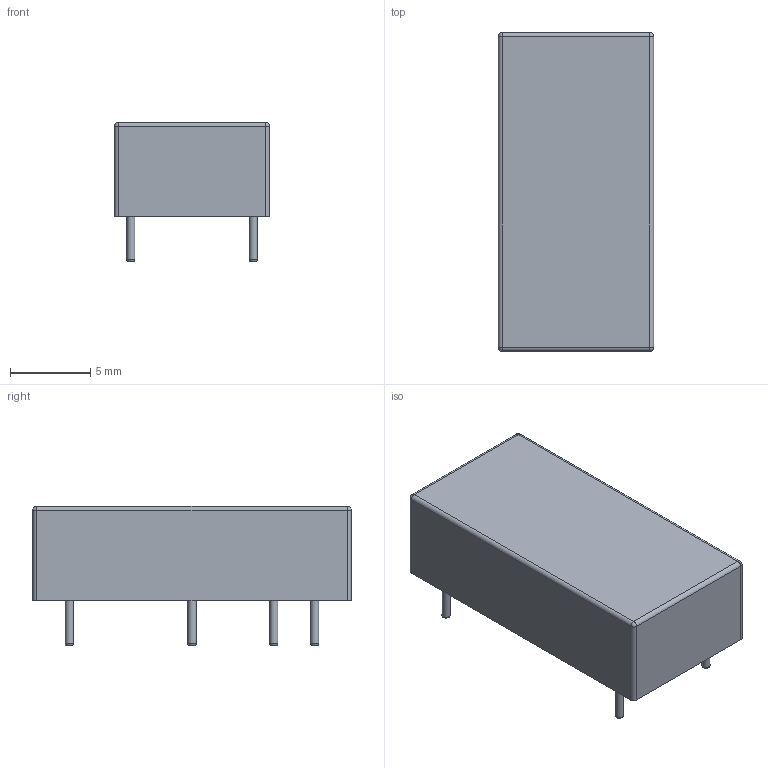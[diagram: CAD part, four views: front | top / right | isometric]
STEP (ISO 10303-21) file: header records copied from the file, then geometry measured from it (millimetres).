
FILE_DESCRIPTION(/* description */ ('model of Converter_DCDC_XP_POWER-IAxxxxD_THT'),/* implementation_level */ '2;1');
FILE_NAME(/* name */ 'Converter_DCDC_XP_POWER-IAxxxxD_THT.step',/* time_stamp */ '2019-01-26T10:59:43',/* author */ ('kicad StepUp','ksu'),/* organization */ ('FreeCAD'),/* preprocessor_version */ 'OCC',/* originating_system */ 'kicad StepUp',/* authorisation */ '');
FILE_SCHEMA(('AUTOMOTIVE_DESIGN { 1 0 10303 214 1 1 1 1 }'));
Length unit declared in the file: millimetre
Products named in the file (1): Converter_DCDC_XP_POWER_IAxxxxD_THT
Bounding box: 9.66 x 19.82 x 8.64 mm (x, y, z)
Volume: 1122.4 mm3; surface area: 745.3 mm2
Topology: 1 solids, 1 shells, 36 faces, 70 edges, 38 vertices
Faces by surface type: cylinder 14, plane 12, torus 6, sphere 4
Full cylindrical faces by diameter (mm): 0.51 x6
Entity records: 696 total; most frequent: ORIENTED_EDGE 106, CARTESIAN_POINT 92, AXIS2_PLACEMENT_3D 73, EDGE_CURVE 66, FACE_BOUND 42, EDGE_LOOP 42, CIRCLE 40, VERTEX_POINT 38
